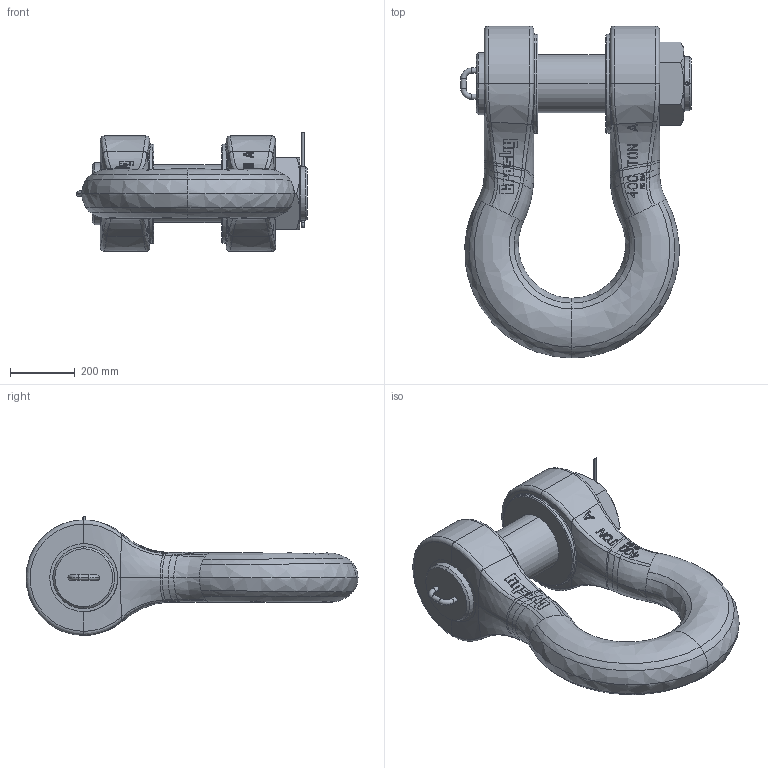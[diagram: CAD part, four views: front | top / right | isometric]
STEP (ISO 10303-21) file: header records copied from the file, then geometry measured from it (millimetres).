
FILE_DESCRIPTION((''),'2;1');
FILE_NAME('CROSBY_2140_700','2003-09-10T',('adoughty'),('The Crosby Group, Inc.'),'PRO/ENGINEER BY PARAMETRIC TECHNOLOGY CORPORATION, 2001150','PRO/ENGINEER BY PARAMETRIC TECHNOLOGY CORPORATION, 2001150','');
FILE_SCHEMA(('CONFIG_CONTROL_DESIGN'));
Length unit declared in the file: inch
Products named in the file (1): CROSBY_2140_700
Bounding box: 710.69 x 1022.35 x 366.01 mm (x, y, z)
Volume: 71265204.3 mm3; surface area: 2074339.6 mm2
Topology: 3 solids, 3 shells, 669 faces, 1749 edges, 1107 vertices
Faces by surface type: plane 391, bspline 185, cylinder 64, torus 19, cone 10
Entity records: 30966 total; most frequent: CARTESIAN_POINT 17366, ORIENTED_EDGE 3498, EDGE_CURVE 1749, DIRECTION 1655, B_SPLINE_CURVE_WITH_KNOTS 1169, VERTEX_POINT 1107, EDGE_LOOP 698, FACE_OUTER_BOUND 669
